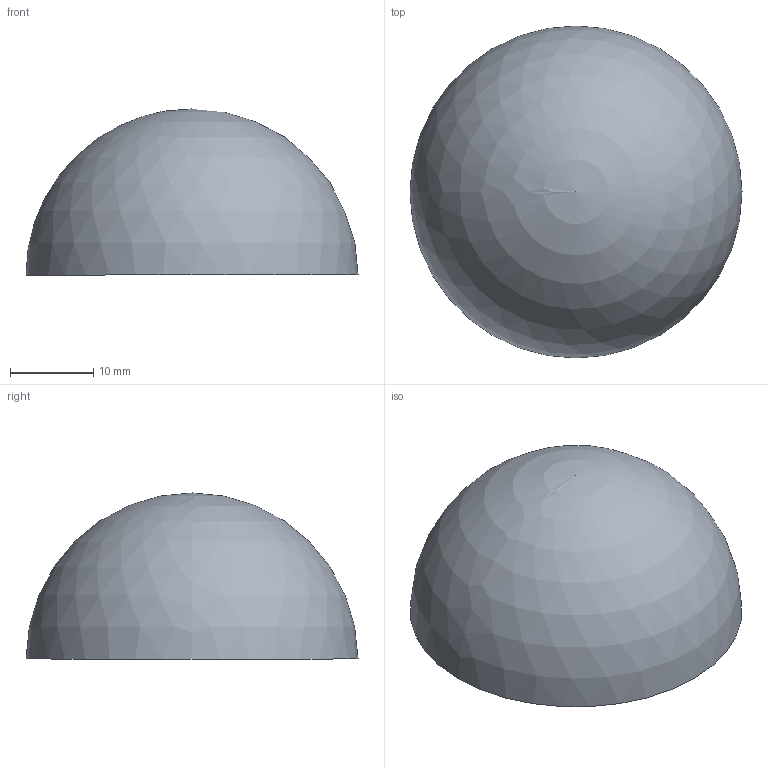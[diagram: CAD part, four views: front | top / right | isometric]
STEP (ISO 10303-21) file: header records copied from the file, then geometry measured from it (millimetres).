
FILE_DESCRIPTION (( 'STEP AP203' ), '1' );
FILE_NAME ('620040-VA.step', '2020-07-15T11:51:27', ( '' ), ( '' ), 'SwSTEP 2.0', 'SolidWorks 2018', '' );
FILE_SCHEMA (( 'CONFIG_CONTROL_DESIGN' ));
Length unit declared in the file: millimetre
Products named in the file (1): 620040-VA
Bounding box: 40 x 40 x 20 mm (x, y, z)
Volume: 4540.5 mm3; surface area: 4792.4 mm2
Topology: 1 solids, 1 shells, 217 faces, 572 edges, 382 vertices
Faces by surface type: plane 99, bspline 90, sphere 28
Entity records: 10708 total; most frequent: CARTESIAN_POINT 5693, ORIENTED_EDGE 1136, DIRECTION 844, EDGE_CURVE 568, VERTEX_POINT 380, AXIS2_PLACEMENT_3D 328, EDGE_LOOP 244, ADVANCED_FACE 217
